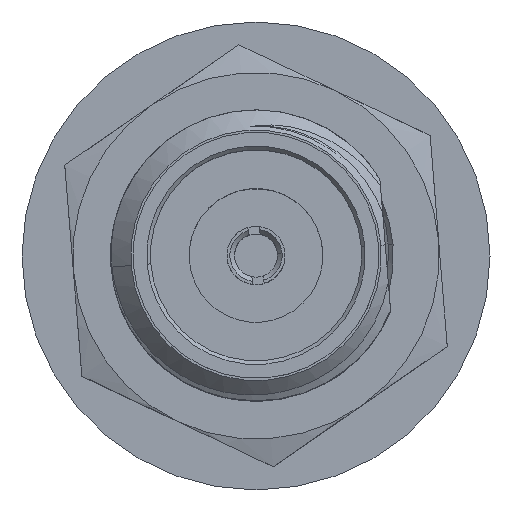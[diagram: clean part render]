
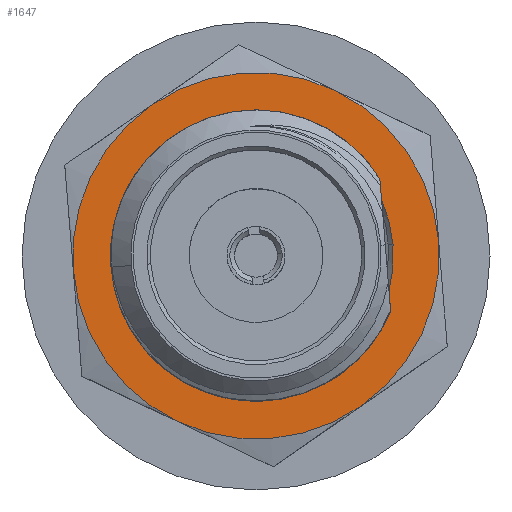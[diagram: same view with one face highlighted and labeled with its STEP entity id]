
A CAD part, top view. The second image highlights one B-rep face of the part: STEP entity #1647.
In plain terms, the highlighted planar face has unit normal (0, 0, 1).
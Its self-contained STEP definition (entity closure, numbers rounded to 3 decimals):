
#151 = DIRECTION ( 'NONE',  ( 0., 0., 1. ) ) ;
#444 = VERTEX_POINT ( 'NONE', #4335 ) ;
#533 = CARTESIAN_POINT ( 'NONE',  ( 0., 0., 2.374 ) ) ;
#818 = DIRECTION ( 'NONE',  ( 0., 0., 1. ) ) ;
#849 = CARTESIAN_POINT ( 'NONE',  ( 0., 0., 2.374 ) ) ;
#980 = CARTESIAN_POINT ( 'NONE',  ( 0.268, 3.164, 2.374 ) ) ;
#1184 = CARTESIAN_POINT ( 'NONE',  ( 3.987, 0.324, 2.374 ) ) ;
#1225 = CARTESIAN_POINT ( 'NONE',  ( 1.374, 2.794, 2.374 ) ) ;
#1343 = AXIS2_PLACEMENT_3D ( 'NONE', #9656, #818, #15787 ) ;
#1346 = CIRCLE ( 'NONE', #7098, 3. ) ;
#1378 = CIRCLE ( 'NONE', #3467, 3.175 ) ;
#1456 = CARTESIAN_POINT ( 'NONE',  ( 1.713, 3.615, 2.374 ) ) ;
#1552 = DIRECTION ( 'NONE',  ( 1., 0., 0. ) ) ;
#1579 = ORIENTED_EDGE ( 'NONE', *, *, #15106, .T. ) ;
#1647 = ADVANCED_FACE ( 'NONE', ( #3432, #6964 ), #12102, .T. ) ;
#1744 = ORIENTED_EDGE ( 'NONE', *, *, #12493, .T. ) ;
#1789 = CARTESIAN_POINT ( 'NONE',  ( 0.855, -2.876, 2.374 ) ) ;
#1871 = CARTESIAN_POINT ( 'NONE',  ( -0.286, -3.073, 2.374 ) ) ;
#2113 = CARTESIAN_POINT ( 'NONE',  ( -1.625, -2.721, 2.374 ) ) ;
#2237 = CIRCLE ( 'NONE', #9043, 4. ) ;
#2273 = B_SPLINE_CURVE_WITH_KNOTS ( 'NONE', 3,
 ( #10711, #15695, #6949, #9404, #1871, #5636, #5872, #10633, #2113, #15619 ),
 .UNSPECIFIED., .F., .F.,
 ( 4, 2, 2, 2, 4 ),
 ( 0.003, 0.003, 0.004, 0.005, 0.005 ),
 .UNSPECIFIED. ) ;
#2302 = EDGE_CURVE ( 'NONE', #13845, #10137, #2983, .T. ) ;
#2452 = CARTESIAN_POINT ( 'NONE',  ( 2.258, 2.037, 2.374 ) ) ;
#2673 = CIRCLE ( 'NONE', #5542, 4. ) ;
#2983 = B_SPLINE_CURVE_WITH_KNOTS ( 'NONE', 3,
 ( #980, #3682, #13737, #6309, #1225, #12439, #8673, #2452, #12270, #12518 ),
 .UNSPECIFIED., .F., .F.,
 ( 4, 2, 2, 2, 4 ),
 ( 0., 0.001, 0.001, 0.002, 0.003 ),
 .UNSPECIFIED. ) ;
#3021 = ORIENTED_EDGE ( 'NONE', *, *, #12141, .F. ) ;
#3022 = CIRCLE ( 'NONE', #15823, 4. ) ;
#3166 = AXIS2_PLACEMENT_3D ( 'NONE', #15989, #16149, #9783 ) ;
#3314 = DIRECTION ( 'NONE',  ( 0., 0., -1. ) ) ;
#3356 = EDGE_CURVE ( 'NONE', #4964, #9761, #10451, .T. ) ;
#3432 = FACE_OUTER_BOUND ( 'NONE', #5326, .T. ) ;
#3465 = DIRECTION ( 'NONE',  ( 0., 0., 1. ) ) ;
#3467 = AXIS2_PLACEMENT_3D ( 'NONE', #849, #3465, #13278 ) ;
#3682 = CARTESIAN_POINT ( 'NONE',  ( 0.501, 3.129, 2.374 ) ) ;
#4335 = CARTESIAN_POINT ( 'NONE',  ( 2.274, -3.291, 2.374 ) ) ;
#4807 = DIRECTION ( 'NONE',  ( 0., 0., 1. ) ) ;
#4964 = VERTEX_POINT ( 'NONE', #14303 ) ;
#5326 = EDGE_LOOP ( 'NONE', ( #13425, #16127, #16164, #1744, #7562, #13649 ) ) ;
#5542 = AXIS2_PLACEMENT_3D ( 'NONE', #9044, #6838, #7831 ) ;
#5555 = DIRECTION ( 'NONE',  ( 0.997, 0.081, 0. ) ) ;
#5588 = VERTEX_POINT ( 'NONE', #6248 ) ;
#5636 = CARTESIAN_POINT ( 'NONE',  ( -0.746, -3.025, 2.374 ) ) ;
#5697 = ORIENTED_EDGE ( 'NONE', *, *, #2302, .T. ) ;
#5702 = CARTESIAN_POINT ( 'NONE',  ( -1.713, -3.615, 2.374 ) ) ;
#5706 = VERTEX_POINT ( 'NONE', #1789 ) ;
#5872 = CARTESIAN_POINT ( 'NONE',  ( -0.973, -2.975, 2.374 ) ) ;
#6248 = CARTESIAN_POINT ( 'NONE',  ( -3.165, -0.257, 2.374 ) ) ;
#6309 = CARTESIAN_POINT ( 'NONE',  ( 1.162, 2.902, 2.374 ) ) ;
#6652 = ORIENTED_EDGE ( 'NONE', *, *, #14190, .F. ) ;
#6838 = DIRECTION ( 'NONE',  ( 0., 0., 1. ) ) ;
#6949 = CARTESIAN_POINT ( 'NONE',  ( 0.41, -3.012, 2.374 ) ) ;
#6964 = FACE_BOUND ( 'NONE', #11923, .T. ) ;
#6992 = DIRECTION ( 'NONE',  ( 0.997, 0.081, 0. ) ) ;
#7072 = CARTESIAN_POINT ( 'NONE',  ( 0.268, 3.164, 2.374 ) ) ;
#7098 = AXIS2_PLACEMENT_3D ( 'NONE', #8003, #3314, #12972 ) ;
#7107 = ORIENTED_EDGE ( 'NONE', *, *, #15518, .T. ) ;
#7125 = EDGE_CURVE ( 'NONE', #444, #15035, #15499, .T. ) ;
#7487 = CIRCLE ( 'NONE', #14274, 3.175 ) ;
#7562 = ORIENTED_EDGE ( 'NONE', *, *, #3356, .T. ) ;
#7831 = DIRECTION ( 'NONE',  ( 0.997, 0.081, 0. ) ) ;
#8003 = CARTESIAN_POINT ( 'NONE',  ( 0., 0., 2.374 ) ) ;
#8340 = DIRECTION ( 'NONE',  ( 0., 0., 1. ) ) ;
#8456 = DIRECTION ( 'NONE',  ( 0., 0., 1. ) ) ;
#8673 = CARTESIAN_POINT ( 'NONE',  ( 1.938, 2.383, 2.374 ) ) ;
#9043 = AXIS2_PLACEMENT_3D ( 'NONE', #14545, #8340, #5555 ) ;
#9044 = CARTESIAN_POINT ( 'NONE',  ( 0., 0., 2.374 ) ) ;
#9404 = CARTESIAN_POINT ( 'NONE',  ( -0.049, -3.07, 2.374 ) ) ;
#9656 = CARTESIAN_POINT ( 'NONE',  ( 0., 0., 2.374 ) ) ;
#9761 = VERTEX_POINT ( 'NONE', #5702 ) ;
#9783 = DIRECTION ( 'NONE',  ( 0.997, 0.081, 0. ) ) ;
#9990 = AXIS2_PLACEMENT_3D ( 'NONE', #533, #10525, #11664 ) ;
#10137 = VERTEX_POINT ( 'NONE', #11585 ) ;
#10228 = CIRCLE ( 'NONE', #3166, 3. ) ;
#10267 = CIRCLE ( 'NONE', #9990, 4. ) ;
#10314 = EDGE_CURVE ( 'NONE', #15035, #12877, #10267, .T. ) ;
#10319 = VERTEX_POINT ( 'NONE', #10604 ) ;
#10397 = DIRECTION ( 'NONE',  ( 0.997, 0.081, 0. ) ) ;
#10451 = CIRCLE ( 'NONE', #12542, 4. ) ;
#10525 = DIRECTION ( 'NONE',  ( 0., 0., 1. ) ) ;
#10604 = CARTESIAN_POINT ( 'NONE',  ( 2.99, 0.243, 2.374 ) ) ;
#10633 = CARTESIAN_POINT ( 'NONE',  ( -1.416, -2.821, 2.374 ) ) ;
#10656 = EDGE_CURVE ( 'NONE', #12877, #14792, #2673, .T. ) ;
#10711 = CARTESIAN_POINT ( 'NONE',  ( 0.855, -2.876, 2.374 ) ) ;
#10750 = CARTESIAN_POINT ( 'NONE',  ( 0., 0., 2.374 ) ) ;
#11449 = CARTESIAN_POINT ( 'NONE',  ( 0., 0., 2.374 ) ) ;
#11585 = CARTESIAN_POINT ( 'NONE',  ( 2.509, 1.644, 2.374 ) ) ;
#11664 = DIRECTION ( 'NONE',  ( 0.997, 0.081, 0. ) ) ;
#11706 = ORIENTED_EDGE ( 'NONE', *, *, #14957, .T. ) ;
#11923 = EDGE_LOOP ( 'NONE', ( #6652, #5697, #11706, #1579, #7107, #3021 ) ) ;
#12102 = PLANE ( 'NONE',  #1343 ) ;
#12141 = EDGE_CURVE ( 'NONE', #5588, #13517, #1378, .T. ) ;
#12270 = CARTESIAN_POINT ( 'NONE',  ( 2.395, 1.847, 2.374 ) ) ;
#12439 = CARTESIAN_POINT ( 'NONE',  ( 1.761, 2.534, 2.374 ) ) ;
#12493 = EDGE_CURVE ( 'NONE', #14792, #4964, #2237, .T. ) ;
#12518 = CARTESIAN_POINT ( 'NONE',  ( 2.509, 1.644, 2.374 ) ) ;
#12542 = AXIS2_PLACEMENT_3D ( 'NONE', #10750, #8456, #6992 ) ;
#12554 = EDGE_CURVE ( 'NONE', #9761, #444, #3022, .T. ) ;
#12877 = VERTEX_POINT ( 'NONE', #1456 ) ;
#12972 = DIRECTION ( 'NONE',  ( 0.997, 0.081, 0. ) ) ;
#13078 = DIRECTION ( 'NONE',  ( 0., 0., 1. ) ) ;
#13278 = DIRECTION ( 'NONE',  ( 1., 0., 0. ) ) ;
#13425 = ORIENTED_EDGE ( 'NONE', *, *, #7125, .T. ) ;
#13517 = VERTEX_POINT ( 'NONE', #14391 ) ;
#13649 = ORIENTED_EDGE ( 'NONE', *, *, #12554, .T. ) ;
#13737 = CARTESIAN_POINT ( 'NONE',  ( 0.726, 3.069, 2.374 ) ) ;
#13845 = VERTEX_POINT ( 'NONE', #7072 ) ;
#14068 = CARTESIAN_POINT ( 'NONE',  ( 0., 0., 2.374 ) ) ;
#14190 = EDGE_CURVE ( 'NONE', #13845, #5588, #7487, .T. ) ;
#14274 = AXIS2_PLACEMENT_3D ( 'NONE', #11449, #151, #1552 ) ;
#14303 = CARTESIAN_POINT ( 'NONE',  ( -3.987, -0.324, 2.374 ) ) ;
#14391 = CARTESIAN_POINT ( 'NONE',  ( -1.825, -2.598, 2.374 ) ) ;
#14545 = CARTESIAN_POINT ( 'NONE',  ( 0., 0., 2.374 ) ) ;
#14786 = DIRECTION ( 'NONE',  ( 0.997, 0.081, 0. ) ) ;
#14792 = VERTEX_POINT ( 'NONE', #15349 ) ;
#14957 = EDGE_CURVE ( 'NONE', #10137, #10319, #1346, .T. ) ;
#15035 = VERTEX_POINT ( 'NONE', #1184 ) ;
#15106 = EDGE_CURVE ( 'NONE', #10319, #5706, #10228, .T. ) ;
#15349 = CARTESIAN_POINT ( 'NONE',  ( -2.274, 3.291, 2.374 ) ) ;
#15499 = CIRCLE ( 'NONE', #16003, 4. ) ;
#15518 = EDGE_CURVE ( 'NONE', #5706, #13517, #2273, .T. ) ;
#15619 = CARTESIAN_POINT ( 'NONE',  ( -1.825, -2.598, 2.374 ) ) ;
#15695 = CARTESIAN_POINT ( 'NONE',  ( 0.635, -2.957, 2.374 ) ) ;
#15787 = DIRECTION ( 'NONE',  ( 0.997, 0.081, 0. ) ) ;
#15823 = AXIS2_PLACEMENT_3D ( 'NONE', #16091, #4807, #14786 ) ;
#15989 = CARTESIAN_POINT ( 'NONE',  ( 0., 0., 2.374 ) ) ;
#16003 = AXIS2_PLACEMENT_3D ( 'NONE', #14068, #13078, #10397 ) ;
#16091 = CARTESIAN_POINT ( 'NONE',  ( 0., 0., 2.374 ) ) ;
#16127 = ORIENTED_EDGE ( 'NONE', *, *, #10314, .T. ) ;
#16149 = DIRECTION ( 'NONE',  ( 0., 0., -1. ) ) ;
#16164 = ORIENTED_EDGE ( 'NONE', *, *, #10656, .T. ) ;
